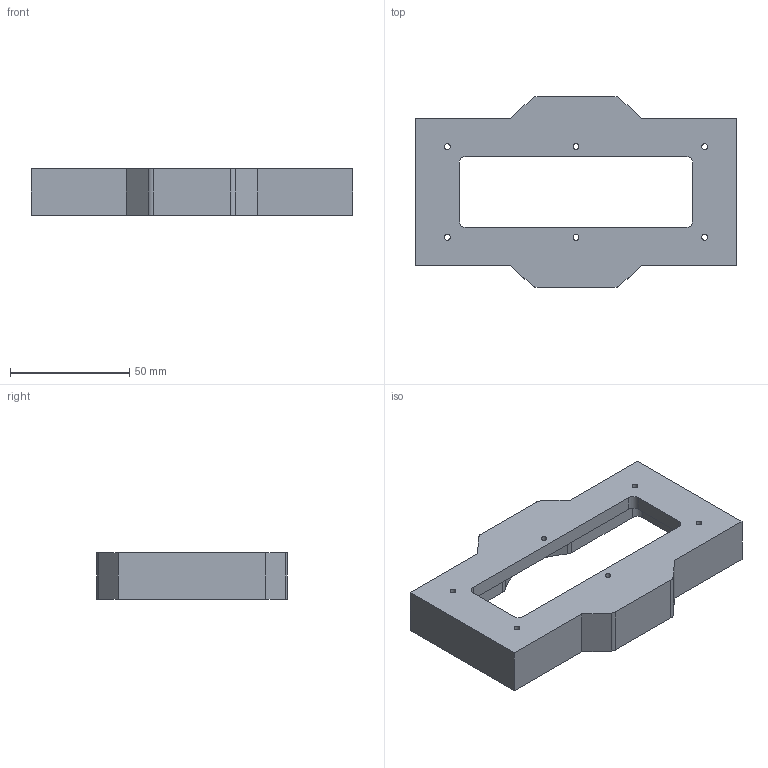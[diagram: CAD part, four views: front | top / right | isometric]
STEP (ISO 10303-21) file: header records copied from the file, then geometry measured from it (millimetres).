
FILE_DESCRIPTION (( 'STEP AP203' ), '1' );
FILE_NAME ('PORTE-OBJECTIF-SA47.STEP', '2021-02-24T14:29:24', ( '' ), ( '' ), 'SwSTEP 2.0', 'SolidWorks 2019', '' );
FILE_SCHEMA (( 'CONFIG_CONTROL_DESIGN' ));
Length unit declared in the file: millimetre
Products named in the file (1): PORTE-OBJECTIF-SA47
Bounding box: 135 x 80 x 19.5 mm (x, y, z)
Volume: 81676.8 mm3; surface area: 26857.6 mm2
Topology: 1 solids, 1 shells, 58 faces, 162 edges, 108 vertices
Faces by surface type: cylinder 32, plane 26
Entity records: 1995 total; most frequent: DIRECTION 344, CARTESIAN_POINT 329, ORIENTED_EDGE 324, EDGE_CURVE 162, AXIS2_PLACEMENT_3D 123, VERTEX_POINT 108, LINE 98, VECTOR 98
